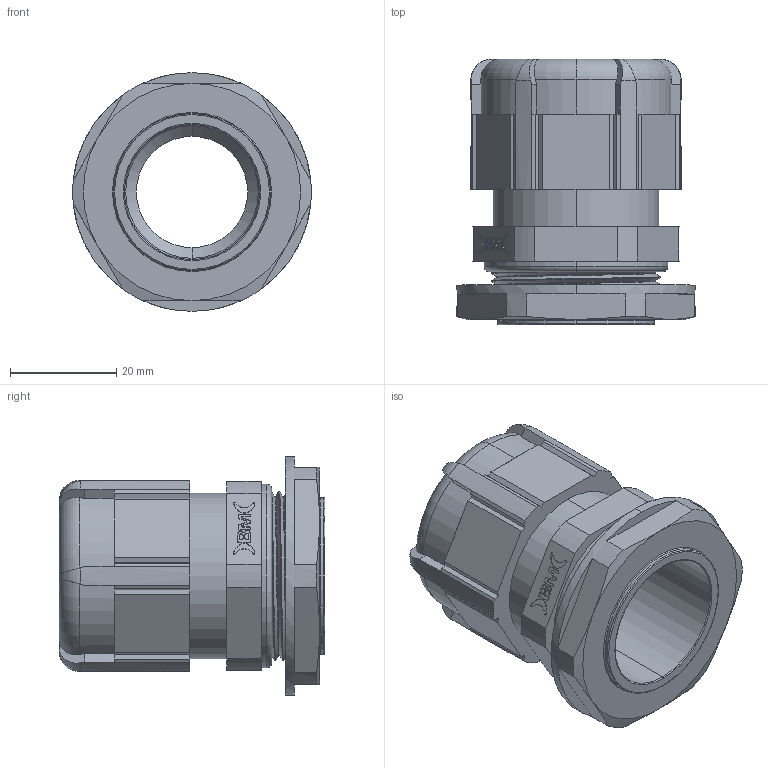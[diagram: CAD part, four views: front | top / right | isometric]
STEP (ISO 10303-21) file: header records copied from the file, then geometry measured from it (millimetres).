
FILE_DESCRIPTION (( 'STEP AP203' ), '1' );
FILE_NAME ('4732.STEP', '2026-03-12T12:46:45', ( '' ), ( '' ), 'SwSTEP 2.0', 'SolidWorks 2025', '' );
FILE_SCHEMA (( 'CONFIG_CONTROL_DESIGN' ));
Length unit declared in the file: millimetre
Products named in the file (1): 4732
Bounding box: 45 x 50.1 x 45 mm (x, y, z)
Volume: 30542.5 mm3; surface area: 13520.6 mm2
Topology: 1 solids, 1 shells, 352 faces, 949 edges, 620 vertices
Faces by surface type: plane 181, bspline 103, cylinder 35, torus 23, cone 10
Entity records: 18062 total; most frequent: CARTESIAN_POINT 9926, ORIENTED_EDGE 1896, DIRECTION 1305, EDGE_CURVE 948, VERTEX_POINT 618, LINE 545, VECTOR 545, AXIS2_PLACEMENT_3D 380
